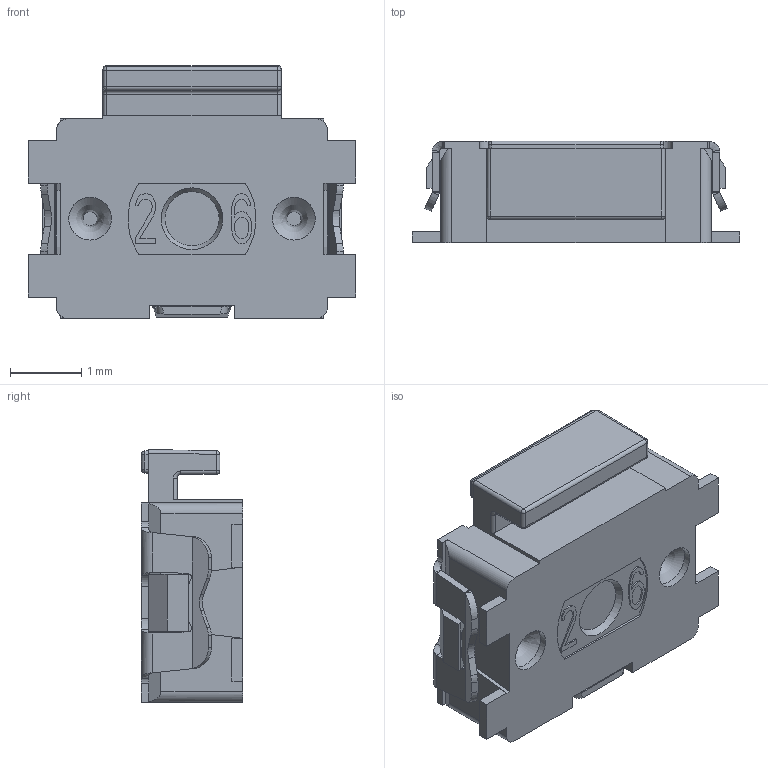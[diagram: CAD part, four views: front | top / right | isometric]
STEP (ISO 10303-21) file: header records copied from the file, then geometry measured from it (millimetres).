
FILE_DESCRIPTION(('FreeCAD Model'),'2;1');
FILE_NAME('Open CASCADE Shape Model','2024-08-11T10:59:30',(''),(''), 'Open CASCADE STEP processor 7.6','FreeCAD','Unknown');
FILE_SCHEMA(('AUTOMOTIVE_DESIGN { 1 0 10303 214 1 1 1 1 }'));
Length unit declared in the file: millimetre
Products named in the file (1): Cut
Bounding box: 4.6 x 1.42 x 3.55 mm (x, y, z)
Volume: 16.3 mm3; surface area: 61.9 mm2
Topology: 1 solids, 1 shells, 350 faces, 950 edges, 606 vertices
Faces by surface type: plane 231, cylinder 87, bspline 18, sphere 9, torus 4, cone 1
Full cylindrical faces by diameter (mm): 0.6 x2
Entity records: 11654 total; most frequent: CARTESIAN_POINT 2857, ORIENTED_EDGE 1900, DIRECTION 1722, EDGE_CURVE 950, LINE 720, VECTOR 720, VERTEX_POINT 606, AXIS2_PLACEMENT_3D 501
